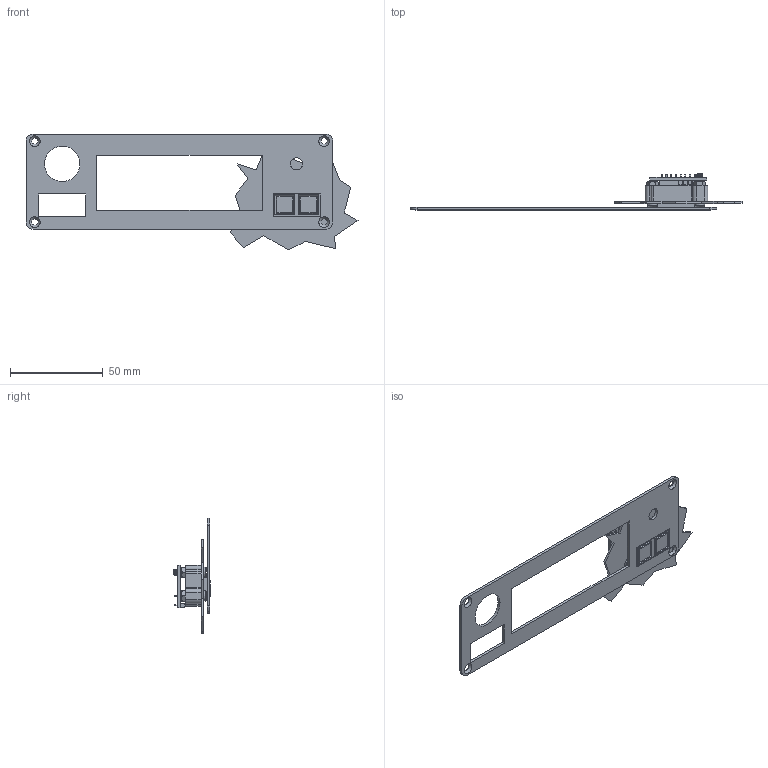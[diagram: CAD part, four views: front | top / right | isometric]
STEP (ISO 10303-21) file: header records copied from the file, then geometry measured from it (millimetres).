
FILE_DESCRIPTION(('FreeCAD Model'),'2;1');
FILE_NAME('Grahill_holder_test_assembly2.step','2020-05-24T00:27:47',('Author'),(''), 'Open CASCADE STEP processor 7.3','FreeCAD','Unknown');
FILE_SCHEMA(('AUTOMOTIVE_DESIGN { 1 0 10303 214 1 1 1 1 }'));
Length unit declared in the file: millimetre
Products named in the file (9): Pocket-Grayhill_3d_holder_3mm-Right002; carrier_PCB_1.2mm; NUT_M3x2; ISO1580_M3x12; ISO1580_M3x16; BridgePCB_with_pinlist; Buttons_with_pinsockets; FrontPlate1.5mm_with_Cutouts; NUT_M3x2-001
Bounding box: 178.5 x 19.7 x 62.3 mm (x, y, z)
Volume: 17114.7 mm3; surface area: 23694.9 mm2
Topology: 9 solids, 12 shells, 1149 faces, 2780 edges, 1704 vertices
Faces by surface type: plane 703, bspline 229, cylinder 174, cone 38, revolution 4, torus 1
Full cylindrical faces by diameter (mm): 1.1 x105, 2.459 x2, 3 x2, 3.2 x3, 3.5 x6, 3.6 x1, 6.5 x1, 19 x1
Entity records: 48585 total; most frequent: CARTESIAN_POINT 17666, ORIENTED_EDGE 5560, DIRECTION 4586, EDGE_CURVE 2780, LINE 1844, VECTOR 1844, VERTEX_POINT 1704, FACE_BOUND 1428
